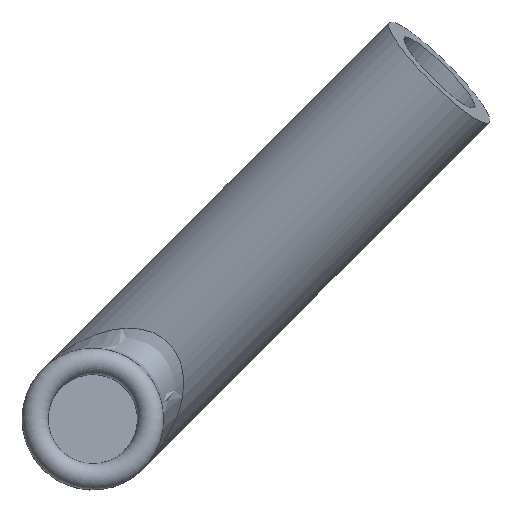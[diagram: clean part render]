
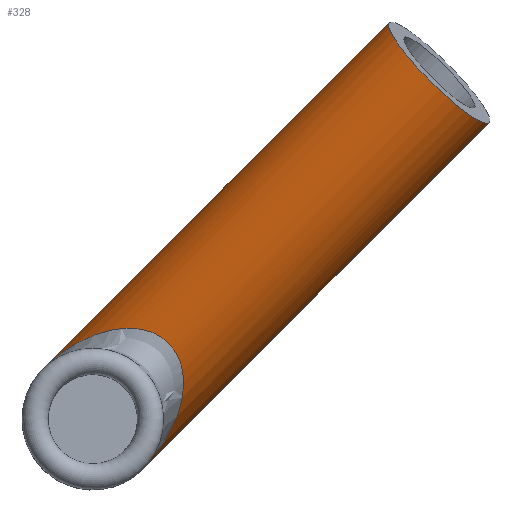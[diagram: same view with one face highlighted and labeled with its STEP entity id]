
A CAD part, top view. The second image highlights one B-rep face of the part: STEP entity #328.
In plain terms, the highlighted cylindrical face has radius 6.8 mm (diameter 13.6 mm), a full revolution.
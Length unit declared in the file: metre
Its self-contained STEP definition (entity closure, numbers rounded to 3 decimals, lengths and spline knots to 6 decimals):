
#58=CIRCLE('',#368,0.0068);
#73=ELLIPSE('',#365,0.010671,0.0068);
#74=ELLIPSE('',#366,0.013515,0.0068);
#75=ELLIPSE('',#367,0.010671,0.0068);
#79=ORIENTED_EDGE('',*,*,#173,.T.);
#80=ORIENTED_EDGE('',*,*,#174,.T.);
#81=ORIENTED_EDGE('',*,*,#175,.T.);
#82=ORIENTED_EDGE('',*,*,#176,.T.);
#83=ORIENTED_EDGE('',*,*,#177,.F.);
#173=EDGE_CURVE('',#220,#221,#251,.T.);
#174=EDGE_CURVE('',#221,#222,#73,.F.);
#175=EDGE_CURVE('',#222,#223,#74,.F.);
#176=EDGE_CURVE('',#223,#220,#75,.F.);
#177=EDGE_CURVE('',#224,#224,#58,.T.);
#220=VERTEX_POINT('',#516);
#221=VERTEX_POINT('',#517);
#222=VERTEX_POINT('',#519);
#223=VERTEX_POINT('',#521);
#224=VERTEX_POINT('',#524);
#251=B_SPLINE_CURVE_WITH_KNOTS('',3,(#502,#503,#504,#505,#506,#507,#508,
#509,#510,#511,#512,#513,#514,#515),.UNSPECIFIED.,.F.,.F.,(4,1,1,1,1,1,
1,1,1,1,1,4),(0.,0.001912,0.003824,0.005736,
0.006691,0.007647,0.008603,0.009559,
0.010515,0.011471,0.013383,0.015295),
 .UNSPECIFIED.);
#263=EDGE_LOOP('',(#79,#80,#81,#82));
#264=EDGE_LOOP('',(#83));
#293=FACE_BOUND('',#263,.T.);
#294=FACE_BOUND('',#264,.T.);
#323=CYLINDRICAL_SURFACE('',#364,0.0068);
#328=ADVANCED_FACE('',(#293,#294),#323,.T.);
#364=AXIS2_PLACEMENT_3D('',#501,#406,#407);
#365=AXIS2_PLACEMENT_3D('',#518,#408,#409);
#366=AXIS2_PLACEMENT_3D('',#520,#410,#411);
#367=AXIS2_PLACEMENT_3D('',#522,#412,#413);
#368=AXIS2_PLACEMENT_3D('',#523,#414,#415);
#406=DIRECTION('',(0.696,0.696,0.174));
#407=DIRECTION('',(-0.707,0.707,0.));
#408=DIRECTION('',(-0.349,-0.349,-0.87));
#409=DIRECTION('',(0.615,0.615,-0.494));
#410=DIRECTION('',(-0.456,-0.456,0.764));
#411=DIRECTION('',(0.54,0.54,0.646));
#412=DIRECTION('',(-0.349,-0.349,-0.87));
#413=DIRECTION('',(0.615,0.615,-0.494));
#414=DIRECTION('',(0.696,0.696,0.174));
#415=DIRECTION('',(-0.707,0.707,0.));
#501=CARTESIAN_POINT('',(-0.056279,-0.056279,0.007344));
#502=CARTESIAN_POINT('',(-0.065749,-0.074069,0.000482));
#503=CARTESIAN_POINT('',(-0.065536,-0.073539,0.000183));
#504=CARTESIAN_POINT('',(-0.065316,-0.072467,-0.000535));
#505=CARTESIAN_POINT('',(-0.065902,-0.070964,-0.001671));
#506=CARTESIAN_POINT('',(-0.067059,-0.070019,-0.002333));
#507=CARTESIAN_POINT('',(-0.068152,-0.069443,-0.002642));
#508=CARTESIAN_POINT('',(-0.068981,-0.068917,-0.002743));
#509=CARTESIAN_POINT('',(-0.069465,-0.068098,-0.00263));
#510=CARTESIAN_POINT('',(-0.069907,-0.067283,-0.002392));
#511=CARTESIAN_POINT('',(-0.070418,-0.06657,-0.002054));
#512=CARTESIAN_POINT('',(-0.07124,-0.065789,-0.001462));
#513=CARTESIAN_POINT('',(-0.072489,-0.065318,-0.00052));
#514=CARTESIAN_POINT('',(-0.073545,-0.065538,0.000186));
#515=CARTESIAN_POINT('',(-0.074069,-0.065749,0.000482));
#516=CARTESIAN_POINT('',(-0.065749,-0.074069,0.000482));
#517=CARTESIAN_POINT('',(-0.074069,-0.065749,0.000482));
#518=CARTESIAN_POINT('',(-0.0732,-0.0732,0.003124));
#519=CARTESIAN_POINT('',(-0.078008,-0.068392,0.003124));
#520=CARTESIAN_POINT('',(-0.0732,-0.0732,0.003124));
#521=CARTESIAN_POINT('',(-0.068392,-0.078008,0.003124));
#522=CARTESIAN_POINT('',(-0.0732,-0.0732,0.003124));
#523=CARTESIAN_POINT('',(-0.039884,-0.039884,0.011432));
#524=CARTESIAN_POINT('',(-0.044692,-0.035075,0.011432));
